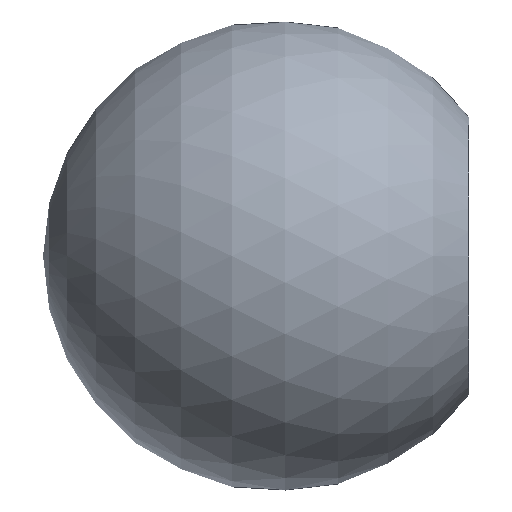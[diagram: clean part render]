
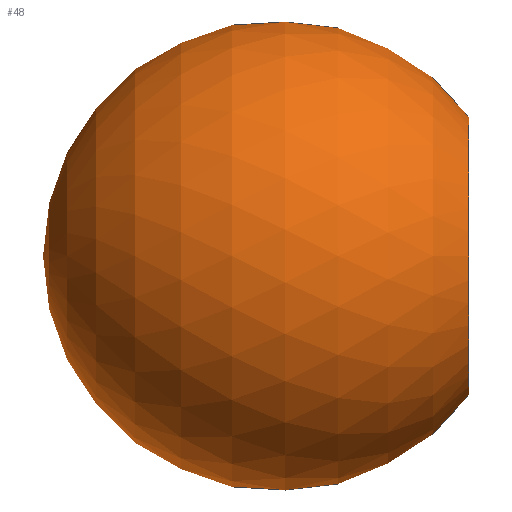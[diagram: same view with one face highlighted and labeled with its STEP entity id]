
A CAD part, left-side view. The second image highlights one B-rep face of the part: STEP entity #48.
In plain terms, the highlighted spherical face has radius 12.723 mm.
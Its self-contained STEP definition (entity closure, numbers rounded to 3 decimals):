
#48 = ADVANCED_FACE( '', ( #99, #100 ), #101, .T. );
#99 = FACE_BOUND( '', #146, .T. );
#100 = FACE_OUTER_BOUND( '', #147, .T. );
#101 = SPHERICAL_SURFACE( '', #148, 12.723 );
#146 = VERTEX_LOOP( '', #201 );
#147 = EDGE_LOOP( '', ( #202 ) );
#148 = AXIS2_PLACEMENT_3D( '', #203, #204, #205 );
#201 = VERTEX_POINT( '', #236 );
#202 = ORIENTED_EDGE( '', *, *, #220, .F. );
#203 = CARTESIAN_POINT( '', ( 0., 10.277, 0. ) );
#204 = DIRECTION( '', ( 0., -1., 0. ) );
#205 = DIRECTION( '', ( 1., 0., 0. ) );
#220 = EDGE_CURVE( '', #242, #242, #243, .T. );
#236 = CARTESIAN_POINT( '', ( 0., 23., 0. ) );
#242 = VERTEX_POINT( '', #270 );
#243 = CIRCLE( '', #271, 7.5 );
#270 = CARTESIAN_POINT( '', ( 0., 0., -7.5 ) );
#271 = AXIS2_PLACEMENT_3D( '', #298, #299, #300 );
#298 = CARTESIAN_POINT( '', ( 0., 0., 0. ) );
#299 = DIRECTION( '', ( 0., -1., 0. ) );
#300 = DIRECTION( '', ( 0., 0., -1. ) );
